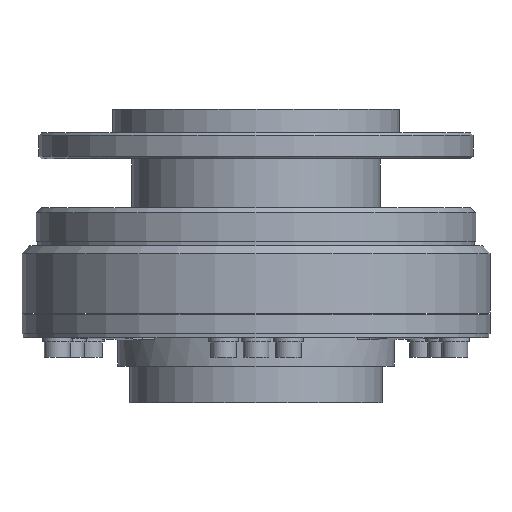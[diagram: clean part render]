
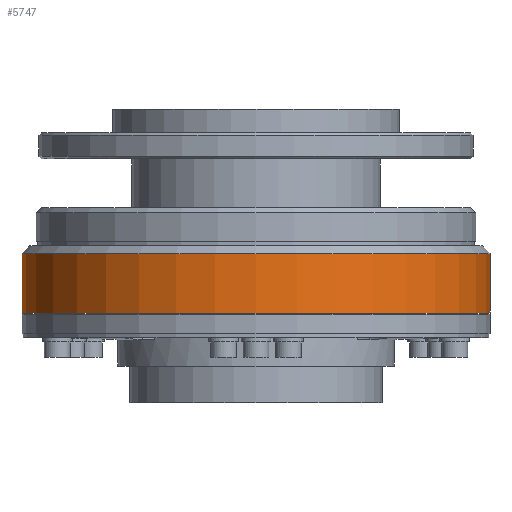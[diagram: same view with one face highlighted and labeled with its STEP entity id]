
A CAD part, front view. The second image highlights one B-rep face of the part: STEP entity #5747.
In plain terms, the highlighted cylindrical face has radius 90.5 mm (diameter 181 mm), a partial arc.
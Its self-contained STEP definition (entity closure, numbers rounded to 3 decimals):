
#1755 = CARTESIAN_POINT ( 'NONE',  ( 90.5, 0., -69.66 ) ) ;
#1806 = CARTESIAN_POINT ( 'NONE',  ( -90.5, 0., -69.66 ) ) ;
#1851 = CARTESIAN_POINT ( 'NONE',  ( -90.5, 0., -46.66 ) ) ;
#1857 = CARTESIAN_POINT ( 'NONE',  ( 90.5, 0., -46.66 ) ) ;
#2087 = DIRECTION ( 'NONE',  ( 0., 0., 1. ) ) ;
#2088 = VECTOR ( 'NONE', #2087, 1000. ) ;
#2089 = CARTESIAN_POINT ( 'NONE',  ( -90.5, 0., -69.66 ) ) ;
#2090 = LINE ( 'NONE', #2089, #2088 ) ;
#2297 = DIRECTION ( 'NONE',  ( 0., 0., 1. ) ) ;
#2298 = VECTOR ( 'NONE', #2297, 1000. ) ;
#2299 = CARTESIAN_POINT ( 'NONE',  ( 90.5, 0., -69.66 ) ) ;
#2300 = LINE ( 'NONE', #2299, #2298 ) ;
#3202 = DIRECTION ( 'NONE',  ( 0., 0., -1. ) ) ;
#3203 = CIRCLE ( 'NONE', #3209, 90.5 ) ;
#3209 = AXIS2_PLACEMENT_3D ( 'NONE', #3212, #3202, #3210 ) ;
#3210 = DIRECTION ( 'NONE',  ( -1., 0., 0. ) ) ;
#3212 = CARTESIAN_POINT ( 'NONE',  ( 0., 0., -69.66 ) ) ;
#3769 = FACE_OUTER_BOUND ( 'NONE', #5748, .T. ) ;
#3774 = CYLINDRICAL_SURFACE ( 'NONE', #3776, 90.5 ) ;
#3775 = CARTESIAN_POINT ( 'NONE',  ( 0., 0., -69.66 ) ) ;
#3776 = AXIS2_PLACEMENT_3D ( 'NONE', #3775, #3778, #3777 ) ;
#3777 = DIRECTION ( 'NONE',  ( 1., 0., 0. ) ) ;
#3778 = DIRECTION ( 'NONE',  ( 0., 0., 1. ) ) ;
#3780 = DIRECTION ( 'NONE',  ( -1., 0., 0. ) ) ;
#3781 = DIRECTION ( 'NONE',  ( 0., 0., -1. ) ) ;
#3782 = AXIS2_PLACEMENT_3D ( 'NONE', #3799, #3781, #3780 ) ;
#3783 = CIRCLE ( 'NONE', #3782, 90.5 ) ;
#3799 = CARTESIAN_POINT ( 'NONE',  ( 0., 0., -46.66 ) ) ;
#4760 = VERTEX_POINT ( 'NONE', #1755 ) ;
#4805 = VERTEX_POINT ( 'NONE', #1806 ) ;
#4846 = VERTEX_POINT ( 'NONE', #1857 ) ;
#4849 = VERTEX_POINT ( 'NONE', #1851 ) ;
#4925 = EDGE_CURVE ( 'NONE', #4805, #4849, #2090, .T. ) ;
#4984 = EDGE_CURVE ( 'NONE', #4760, #4846, #2300, .T. ) ;
#5539 = EDGE_CURVE ( 'NONE', #4760, #4805, #3203, .T. ) ;
#5747 = ADVANCED_FACE ( 'NONE', ( #3769 ), #3774, .T. ) ;
#5748 = EDGE_LOOP ( 'NONE', ( #5749, #5780, #5781, #5773 ) ) ;
#5749 = ORIENTED_EDGE ( 'NONE', *, *, #4925, .F. ) ;
#5773 = ORIENTED_EDGE ( 'NONE', *, *, #5774, .T. ) ;
#5774 = EDGE_CURVE ( 'NONE', #4846, #4849, #3783, .T. ) ;
#5780 = ORIENTED_EDGE ( 'NONE', *, *, #5539, .F. ) ;
#5781 = ORIENTED_EDGE ( 'NONE', *, *, #4984, .T. ) ;
